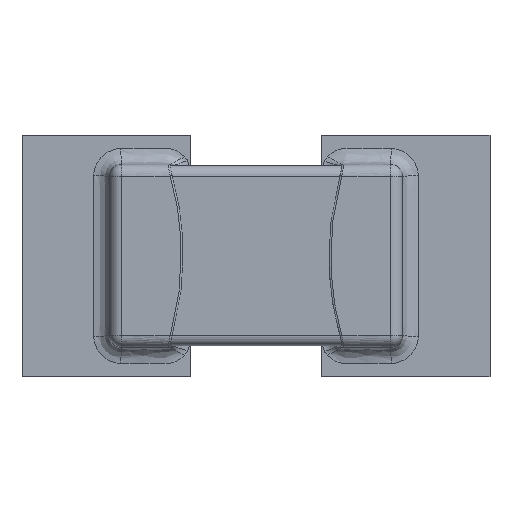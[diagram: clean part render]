
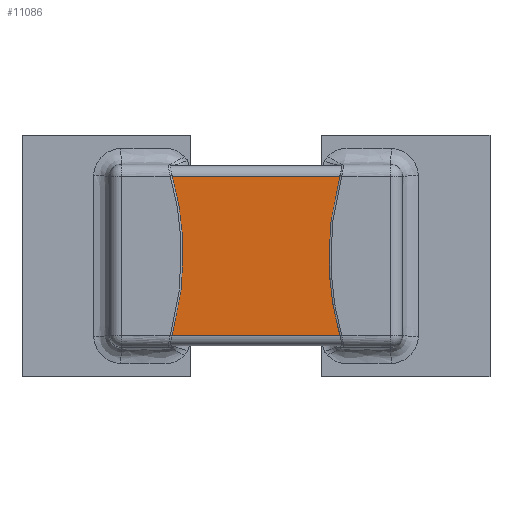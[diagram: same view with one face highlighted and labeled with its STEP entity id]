
A CAD part, top view. The second image highlights one B-rep face of the part: STEP entity #11086.
In plain terms, the highlighted planar face has unit normal (0, 0, 1).
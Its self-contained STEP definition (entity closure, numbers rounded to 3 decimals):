
#10511 = EDGE_CURVE('',#10512,#10514,#10516,.T.);
#10512 = VERTEX_POINT('',#10513);
#10513 = CARTESIAN_POINT('',(-0.9,-0.545,0.8));
#10514 = VERTEX_POINT('',#10515);
#10515 = CARTESIAN_POINT('',(0.9,-0.545,0.8));
#10516 = SURFACE_CURVE('',#10517,(#10521,#10533),.PCURVE_S1.);
#10517 = LINE('',#10518,#10519);
#10518 = CARTESIAN_POINT('',(-0.9,-0.545,0.8));
#10519 = VECTOR('',#10520,1.);
#10520 = DIRECTION('',(1.,0.,0.));
#10521 = PCURVE('',#10522,#10527);
#10522 = CYLINDRICAL_SURFACE('',#10523,0.07);
#10523 = AXIS2_PLACEMENT_3D('',#10524,#10525,#10526);
#10524 = CARTESIAN_POINT('',(-0.9,-0.545,0.73));
#10525 = DIRECTION('',(-1.,0.,-0.));
#10526 = DIRECTION('',(0.,1.,0.));
#10527 = DEFINITIONAL_REPRESENTATION('',(#10528),#10532);
#10528 = LINE('',#10529,#10530);
#10529 = CARTESIAN_POINT('',(-1.571,0.));
#10530 = VECTOR('',#10531,1.);
#10531 = DIRECTION('',(-0.,-1.));
#10532 = ( GEOMETRIC_REPRESENTATION_CONTEXT(2) 
PARAMETRIC_REPRESENTATION_CONTEXT() REPRESENTATION_CONTEXT('2D SPACE',''
  ) );
#10533 = PCURVE('',#10534,#10539);
#10534 = PLANE('',#10535);
#10535 = AXIS2_PLACEMENT_3D('',#10536,#10537,#10538);
#10536 = CARTESIAN_POINT('',(-0.9,-0.545,0.8));
#10537 = DIRECTION('',(0.,0.,1.));
#10538 = DIRECTION('',(0.,1.,0.));
#10539 = DEFINITIONAL_REPRESENTATION('',(#10540),#10544);
#10540 = LINE('',#10541,#10542);
#10541 = CARTESIAN_POINT('',(0.,0.));
#10542 = VECTOR('',#10543,1.);
#10543 = DIRECTION('',(0.,-1.));
#10544 = ( GEOMETRIC_REPRESENTATION_CONTEXT(2) 
PARAMETRIC_REPRESENTATION_CONTEXT() REPRESENTATION_CONTEXT('2D SPACE',''
  ) );
#10563 = PLANE('',#10564);
#10564 = AXIS2_PLACEMENT_3D('',#10565,#10566,#10567);
#10565 = CARTESIAN_POINT('',(0.9,0.,0.41));
#10566 = DIRECTION('',(1.,0.,0.));
#10567 = DIRECTION('',(0.,0.,1.));
#10618 = PLANE('',#10619);
#10619 = AXIS2_PLACEMENT_3D('',#10620,#10621,#10622);
#10620 = CARTESIAN_POINT('',(-0.9,0.,0.41));
#10621 = DIRECTION('',(1.,0.,0.));
#10622 = DIRECTION('',(0.,0.,1.));
#10959 = CYLINDRICAL_SURFACE('',#10960,0.07);
#10960 = AXIS2_PLACEMENT_3D('',#10961,#10962,#10963);
#10961 = CARTESIAN_POINT('',(-0.9,0.545,0.73));
#10962 = DIRECTION('',(-1.,0.,-0.));
#10963 = DIRECTION('',(0.,1.,0.));
#11019 = VERTEX_POINT('',#11020);
#11020 = CARTESIAN_POINT('',(0.9,0.545,0.8));
#11042 = EDGE_CURVE('',#11043,#11019,#11045,.T.);
#11043 = VERTEX_POINT('',#11044);
#11044 = CARTESIAN_POINT('',(-0.9,0.545,0.8));
#11045 = SURFACE_CURVE('',#11046,(#11050,#11057),.PCURVE_S1.);
#11046 = LINE('',#11047,#11048);
#11047 = CARTESIAN_POINT('',(-0.9,0.545,0.8));
#11048 = VECTOR('',#11049,1.);
#11049 = DIRECTION('',(1.,0.,0.));
#11050 = PCURVE('',#10959,#11051);
#11051 = DEFINITIONAL_REPRESENTATION('',(#11052),#11056);
#11052 = LINE('',#11053,#11054);
#11053 = CARTESIAN_POINT('',(-1.571,0.));
#11054 = VECTOR('',#11055,1.);
#11055 = DIRECTION('',(-0.,-1.));
#11056 = ( GEOMETRIC_REPRESENTATION_CONTEXT(2) 
PARAMETRIC_REPRESENTATION_CONTEXT() REPRESENTATION_CONTEXT('2D SPACE',''
  ) );
#11057 = PCURVE('',#10534,#11058);
#11058 = DEFINITIONAL_REPRESENTATION('',(#11059),#11063);
#11059 = LINE('',#11060,#11061);
#11060 = CARTESIAN_POINT('',(1.09,0.));
#11061 = VECTOR('',#11062,1.);
#11062 = DIRECTION('',(0.,-1.));
#11063 = ( GEOMETRIC_REPRESENTATION_CONTEXT(2) 
PARAMETRIC_REPRESENTATION_CONTEXT() REPRESENTATION_CONTEXT('2D SPACE',''
  ) );
#11086 = ADVANCED_FACE('',(#11087),#10534,.T.);
#11087 = FACE_BOUND('',#11088,.T.);
#11088 = EDGE_LOOP('',(#11089,#11090,#11111,#11112));
#11089 = ORIENTED_EDGE('',*,*,#10511,.T.);
#11090 = ORIENTED_EDGE('',*,*,#11091,.T.);
#11091 = EDGE_CURVE('',#10514,#11019,#11092,.T.);
#11092 = SURFACE_CURVE('',#11093,(#11097,#11104),.PCURVE_S1.);
#11093 = LINE('',#11094,#11095);
#11094 = CARTESIAN_POINT('',(0.9,-0.545,0.8));
#11095 = VECTOR('',#11096,1.);
#11096 = DIRECTION('',(0.,1.,0.));
#11097 = PCURVE('',#10534,#11098);
#11098 = DEFINITIONAL_REPRESENTATION('',(#11099),#11103);
#11099 = LINE('',#11100,#11101);
#11100 = CARTESIAN_POINT('',(0.,-1.8));
#11101 = VECTOR('',#11102,1.);
#11102 = DIRECTION('',(1.,0.));
#11103 = ( GEOMETRIC_REPRESENTATION_CONTEXT(2) 
PARAMETRIC_REPRESENTATION_CONTEXT() REPRESENTATION_CONTEXT('2D SPACE',''
  ) );
#11104 = PCURVE('',#10563,#11105);
#11105 = DEFINITIONAL_REPRESENTATION('',(#11106),#11110);
#11106 = LINE('',#11107,#11108);
#11107 = CARTESIAN_POINT('',(0.39,0.545));
#11108 = VECTOR('',#11109,1.);
#11109 = DIRECTION('',(0.,-1.));
#11110 = ( GEOMETRIC_REPRESENTATION_CONTEXT(2) 
PARAMETRIC_REPRESENTATION_CONTEXT() REPRESENTATION_CONTEXT('2D SPACE',''
  ) );
#11111 = ORIENTED_EDGE('',*,*,#11042,.F.);
#11112 = ORIENTED_EDGE('',*,*,#11113,.F.);
#11113 = EDGE_CURVE('',#10512,#11043,#11114,.T.);
#11114 = SURFACE_CURVE('',#11115,(#11119,#11126),.PCURVE_S1.);
#11115 = LINE('',#11116,#11117);
#11116 = CARTESIAN_POINT('',(-0.9,-0.545,0.8));
#11117 = VECTOR('',#11118,1.);
#11118 = DIRECTION('',(0.,1.,0.));
#11119 = PCURVE('',#10534,#11120);
#11120 = DEFINITIONAL_REPRESENTATION('',(#11121),#11125);
#11121 = LINE('',#11122,#11123);
#11122 = CARTESIAN_POINT('',(0.,0.));
#11123 = VECTOR('',#11124,1.);
#11124 = DIRECTION('',(1.,0.));
#11125 = ( GEOMETRIC_REPRESENTATION_CONTEXT(2) 
PARAMETRIC_REPRESENTATION_CONTEXT() REPRESENTATION_CONTEXT('2D SPACE',''
  ) );
#11126 = PCURVE('',#10618,#11127);
#11127 = DEFINITIONAL_REPRESENTATION('',(#11128),#11132);
#11128 = LINE('',#11129,#11130);
#11129 = CARTESIAN_POINT('',(0.39,0.545));
#11130 = VECTOR('',#11131,1.);
#11131 = DIRECTION('',(0.,-1.));
#11132 = ( GEOMETRIC_REPRESENTATION_CONTEXT(2) 
PARAMETRIC_REPRESENTATION_CONTEXT() REPRESENTATION_CONTEXT('2D SPACE',''
  ) );
